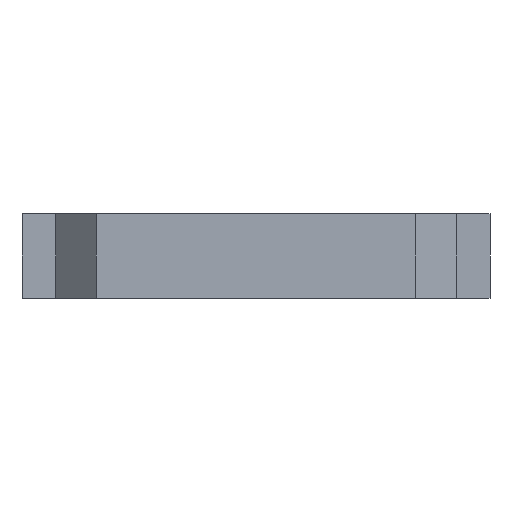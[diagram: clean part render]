
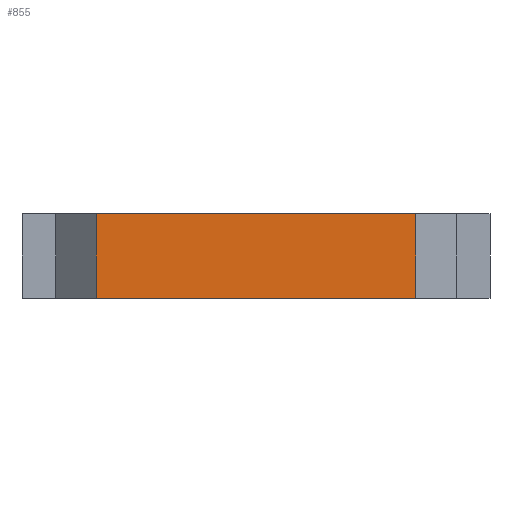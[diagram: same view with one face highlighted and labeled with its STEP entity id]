
A CAD part, left-side view. The second image highlights one B-rep face of the part: STEP entity #855.
In plain terms, the highlighted planar face has unit normal (-1, 0, 0).
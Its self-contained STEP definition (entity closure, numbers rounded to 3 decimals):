
#99=FACE_OUTER_BOUND('',#151,.T.);
#151=EDGE_LOOP('',(#771,#772,#773,#774));
#163=LINE('',#1195,#259);
#178=LINE('',#1226,#274);
#199=LINE('',#1270,#295);
#216=LINE('',#1328,#312);
#259=VECTOR('',#961,10.);
#274=VECTOR('',#984,10.);
#295=VECTOR('',#1019,10.);
#312=VECTOR('',#1070,10.);
#353=VERTEX_POINT('',#1192);
#354=VERTEX_POINT('',#1194);
#364=VERTEX_POINT('',#1220);
#366=VERTEX_POINT('',#1224);
#435=EDGE_CURVE('',#354,#353,#163,.T.);
#450=EDGE_CURVE('',#366,#364,#178,.T.);
#471=EDGE_CURVE('',#364,#353,#199,.T.);
#502=EDGE_CURVE('',#354,#366,#216,.T.);
#771=ORIENTED_EDGE('',*,*,#471,.F.);
#772=ORIENTED_EDGE('',*,*,#450,.F.);
#773=ORIENTED_EDGE('',*,*,#502,.F.);
#774=ORIENTED_EDGE('',*,*,#435,.T.);
#813=PLANE('',#941);
#855=ADVANCED_FACE('',(#99),#813,.T.);
#941=AXIS2_PLACEMENT_3D('',#1414,#1167,#1168);
#961=DIRECTION('',(0.,0.,-1.));
#984=DIRECTION('',(0.,0.,-1.));
#1019=DIRECTION('',(0.,1.,0.));
#1070=DIRECTION('',(0.,-1.,0.));
#1167=DIRECTION('center_axis',(-1.,0.,0.));
#1168=DIRECTION('ref_axis',(0.,-1.,0.));
#1192=CARTESIAN_POINT('',(-24.713,13.735,0.));
#1194=CARTESIAN_POINT('',(-24.713,13.735,9.));
#1195=CARTESIAN_POINT('',(-24.713,13.735,9.));
#1220=CARTESIAN_POINT('',(-24.713,-20.265,0.));
#1224=CARTESIAN_POINT('',(-24.713,-20.265,9.));
#1226=CARTESIAN_POINT('',(-24.713,-20.265,9.));
#1270=CARTESIAN_POINT('',(-24.713,5.135,0.));
#1328=CARTESIAN_POINT('',(-24.713,13.735,9.));
#1414=CARTESIAN_POINT('Origin',(-24.713,13.535,0.));
